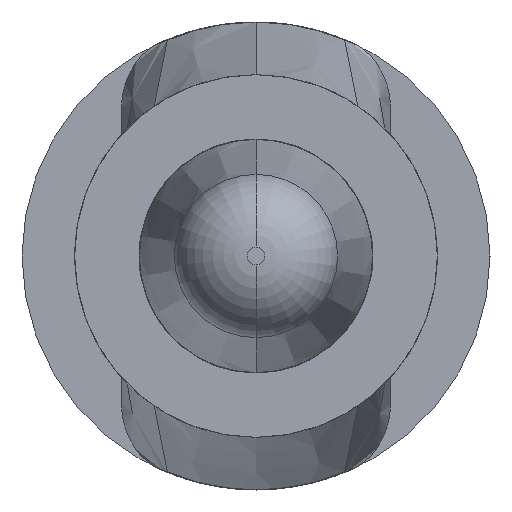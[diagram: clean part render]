
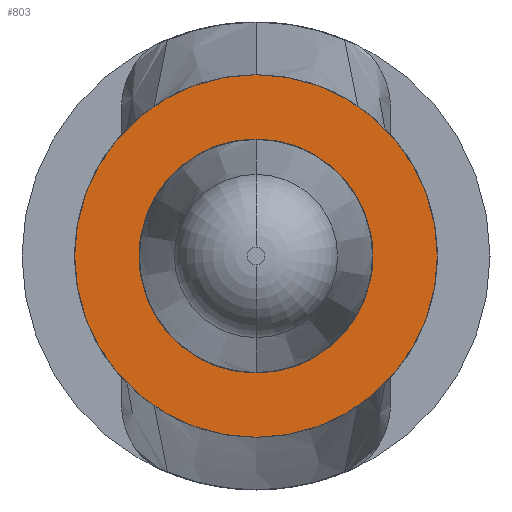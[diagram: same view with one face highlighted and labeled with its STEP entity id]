
A CAD part, front view. The second image highlights one B-rep face of the part: STEP entity #803.
In plain terms, the highlighted planar face has unit normal (0, -1, 0).
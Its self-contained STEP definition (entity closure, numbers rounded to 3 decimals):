
#24 = DIRECTION ( 'NONE',  ( 0., 0., 1. ) ) ;
#39 = DIRECTION ( 'NONE',  ( 0., 0., 1. ) ) ;
#149 = EDGE_CURVE ( 'NONE', #537, #1059, #659, .T. ) ;
#175 = ORIENTED_EDGE ( 'NONE', *, *, #149, .F. ) ;
#179 = ORIENTED_EDGE ( 'NONE', *, *, #1057, .T. ) ;
#250 = EDGE_LOOP ( 'NONE', ( #175, #1421 ) ) ;
#259 = AXIS2_PLACEMENT_3D ( 'NONE', #1254, #591, #1375 ) ;
#266 = CARTESIAN_POINT ( 'NONE',  ( 0., -11.9, 0. ) ) ;
#288 = AXIS2_PLACEMENT_3D ( 'NONE', #1313, #643, #1420 ) ;
#368 = DIRECTION ( 'NONE',  ( 0., 0., 1. ) ) ;
#424 = AXIS2_PLACEMENT_3D ( 'NONE', #1358, #693, #39 ) ;
#449 = ORIENTED_EDGE ( 'NONE', *, *, #1022, .T. ) ;
#460 = CARTESIAN_POINT ( 'NONE',  ( -1.24, -11.9, 0. ) ) ;
#518 = CIRCLE ( 'NONE', #288, 1.24 ) ;
#537 = VERTEX_POINT ( 'NONE', #723 ) ;
#561 = CIRCLE ( 'NONE', #259, 0.8 ) ;
#584 = CARTESIAN_POINT ( 'NONE',  ( 0., -11.9, -1.24 ) ) ;
#591 = DIRECTION ( 'NONE',  ( 0., 1., 0. ) ) ;
#597 = FACE_BOUND ( 'NONE', #716, .T. ) ;
#601 = AXIS2_PLACEMENT_3D ( 'NONE', #460, #674, #24 ) ;
#622 = VERTEX_POINT ( 'NONE', #635 ) ;
#635 = CARTESIAN_POINT ( 'NONE',  ( 0., -11.9, 0.8 ) ) ;
#643 = DIRECTION ( 'NONE',  ( 0., 1., 0. ) ) ;
#659 = CIRCLE ( 'NONE', #424, 1.24 ) ;
#674 = DIRECTION ( 'NONE',  ( 0., 1., 0. ) ) ;
#693 = DIRECTION ( 'NONE',  ( 0., 1., 0. ) ) ;
#716 = EDGE_LOOP ( 'NONE', ( #179, #449 ) ) ;
#723 = CARTESIAN_POINT ( 'NONE',  ( 0., -11.9, 1.24 ) ) ;
#803 = ADVANCED_FACE ( 'NONE', ( #1155, #597 ), #1342, .F. ) ;
#917 = EDGE_CURVE ( 'NONE', #1059, #537, #518, .T. ) ;
#925 = CARTESIAN_POINT ( 'NONE',  ( 0., -11.9, -0.8 ) ) ;
#1011 = AXIS2_PLACEMENT_3D ( 'NONE', #266, #1026, #368 ) ;
#1022 = EDGE_CURVE ( 'NONE', #1063, #622, #1284, .T. ) ;
#1026 = DIRECTION ( 'NONE',  ( 0., 1., 0. ) ) ;
#1057 = EDGE_CURVE ( 'NONE', #622, #1063, #561, .T. ) ;
#1059 = VERTEX_POINT ( 'NONE', #584 ) ;
#1063 = VERTEX_POINT ( 'NONE', #925 ) ;
#1155 = FACE_OUTER_BOUND ( 'NONE', #250, .T. ) ;
#1254 = CARTESIAN_POINT ( 'NONE',  ( 0., -11.9, 0. ) ) ;
#1284 = CIRCLE ( 'NONE', #1011, 0.8 ) ;
#1313 = CARTESIAN_POINT ( 'NONE',  ( 0., -11.9, 0. ) ) ;
#1342 = PLANE ( 'NONE',  #601 ) ;
#1358 = CARTESIAN_POINT ( 'NONE',  ( 0., -11.9, 0. ) ) ;
#1375 = DIRECTION ( 'NONE',  ( 0., 0., 1. ) ) ;
#1420 = DIRECTION ( 'NONE',  ( 0., 0., 1. ) ) ;
#1421 = ORIENTED_EDGE ( 'NONE', *, *, #917, .F. ) ;
